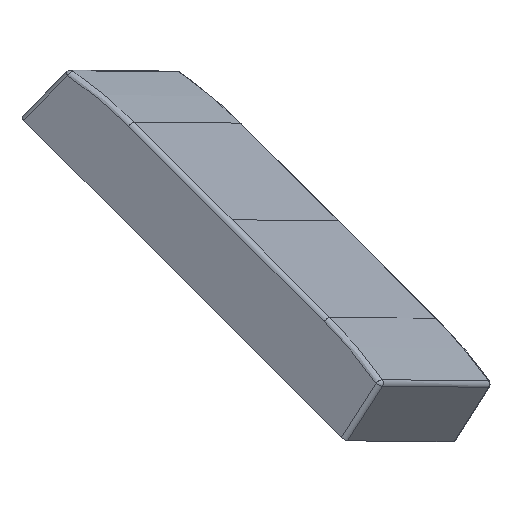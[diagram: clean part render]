
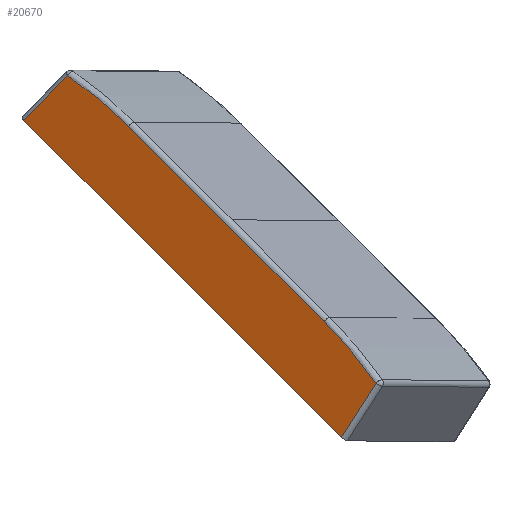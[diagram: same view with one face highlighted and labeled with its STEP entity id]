
A CAD part, isometric view. The second image highlights one B-rep face of the part: STEP entity #20670.
In plain terms, the highlighted face is planar.
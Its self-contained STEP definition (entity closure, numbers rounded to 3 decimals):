
#20537=CARTESIAN_POINT('Vertex',(-11.125,21.798,8.3)) ;
#20540=CARTESIAN_POINT('Line Origine',(-11.093,21.409,11.994)) ;
#20544=CARTESIAN_POINT('Vertex',(-11.072,21.164,14.329)) ;
#20623=CARTESIAN_POINT('Axis2P3D Location',(-11.125,-22.3,8.3)) ;
#20628=CARTESIAN_POINT('Line Origine',(-11.125,0.,8.3)) ;
#20632=CARTESIAN_POINT('Vertex',(-11.125,-21.798,8.3)) ;
#20636=CARTESIAN_POINT('Control Point',(-11.125,-21.798,8.3)) ;
#20637=CARTESIAN_POINT('Control Point',(-11.072,-21.164,14.329)) ;
#20638=CARTESIAN_POINT('Vertex',(-11.072,-21.164,14.329)) ;
#20642=CARTESIAN_POINT('Control Point',(-11.072,-21.164,14.329)) ;
#20643=CARTESIAN_POINT('Control Point',(-11.068,-18.616,14.778)) ;
#20644=CARTESIAN_POINT('Control Point',(-11.066,-16.028,15.004)) ;
#20645=CARTESIAN_POINT('Control Point',(-11.066,-13.441,15.004)) ;
#20646=CARTESIAN_POINT('Vertex',(-11.066,-13.441,15.004)) ;
#20649=CARTESIAN_POINT('Line Origine',(-11.066,0.,15.004)) ;
#20653=CARTESIAN_POINT('Vertex',(-11.066,13.441,15.004)) ;
#20657=CARTESIAN_POINT('Control Point',(-11.066,13.441,15.004)) ;
#20658=CARTESIAN_POINT('Control Point',(-11.066,16.028,15.004)) ;
#20659=CARTESIAN_POINT('Control Point',(-11.068,18.616,14.778)) ;
#20660=CARTESIAN_POINT('Control Point',(-11.072,21.164,14.329)) ;
#20541=DIRECTION('Vector Direction',(0.009,-0.105,0.994)) ;
#20624=DIRECTION('Axis2P3D Direction',(-1.,0.,0.009)) ;
#20625=DIRECTION('Axis2P3D XDirection',(0.,1.,0.)) ;
#20629=DIRECTION('Vector Direction',(0.,1.,0.)) ;
#20650=DIRECTION('Vector Direction',(0.,1.,0.)) ;
#20626=AXIS2_PLACEMENT_3D('Plane Axis2P3D',#20623,#20624,#20625) ;
#20663=ORIENTED_EDGE('',*,*,#20546,.F.) ;
#20664=ORIENTED_EDGE('',*,*,#20634,.F.) ;
#20665=ORIENTED_EDGE('',*,*,#20640,.F.) ;
#20666=ORIENTED_EDGE('',*,*,#20648,.F.) ;
#20667=ORIENTED_EDGE('',*,*,#20655,.F.) ;
#20668=ORIENTED_EDGE('',*,*,#20661,.F.) ;
#20542=VECTOR('Line Direction',#20541,1.) ;
#20630=VECTOR('Line Direction',#20629,1.) ;
#20651=VECTOR('Line Direction',#20650,1.) ;
#20670=ADVANCED_FACE('PartBody',(#20669),#20627,.T.) ;
#20635=B_SPLINE_CURVE_WITH_KNOTS('',1,(#20636,#20637),.UNSPECIFIED.,.F.,.U.,(2,2),(-3.714,2.348),.UNSPECIFIED.) ;
#20641=B_SPLINE_CURVE_WITH_KNOTS('',3,(#20642,#20643,#20644,#20645),.UNSPECIFIED.,.F.,.U.,(4,4),(13.885,24.925),.UNSPECIFIED.) ;
#20656=B_SPLINE_CURVE_WITH_KNOTS('',3,(#20657,#20658,#20659,#20660),.UNSPECIFIED.,.F.,.U.,(4,4),(38.981,50.021),.UNSPECIFIED.) ;
#20546=EDGE_CURVE('',#20538,#20545,#20543,.T.) ;
#20634=EDGE_CURVE('',#20633,#20538,#20631,.T.) ;
#20640=EDGE_CURVE('',#20639,#20633,#20635,.F.) ;
#20648=EDGE_CURVE('',#20647,#20639,#20641,.F.) ;
#20655=EDGE_CURVE('',#20654,#20647,#20652,.F.) ;
#20661=EDGE_CURVE('',#20545,#20654,#20656,.F.) ;
#20662=EDGE_LOOP('',(#20663,#20664,#20665,#20666,#20667,#20668)) ;
#20669=FACE_OUTER_BOUND('',#20662,.T.) ;
#20543=LINE('Line',#20540,#20542) ;
#20631=LINE('Line',#20628,#20630) ;
#20652=LINE('Line',#20649,#20651) ;
#20627=PLANE('',#20626) ;
#20538=VERTEX_POINT('',#20537) ;
#20545=VERTEX_POINT('',#20544) ;
#20633=VERTEX_POINT('',#20632) ;
#20639=VERTEX_POINT('',#20638) ;
#20647=VERTEX_POINT('',#20646) ;
#20654=VERTEX_POINT('',#20653) ;
